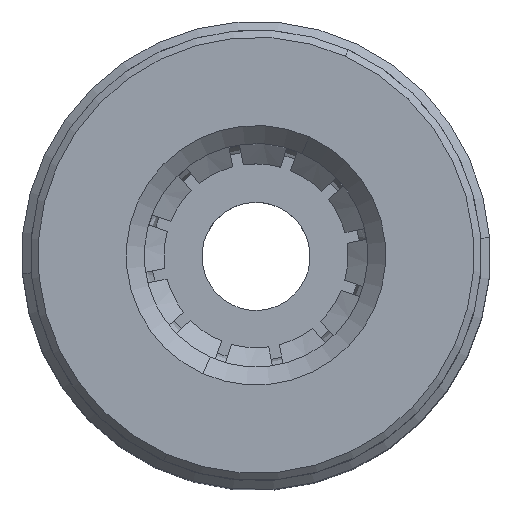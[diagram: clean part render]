
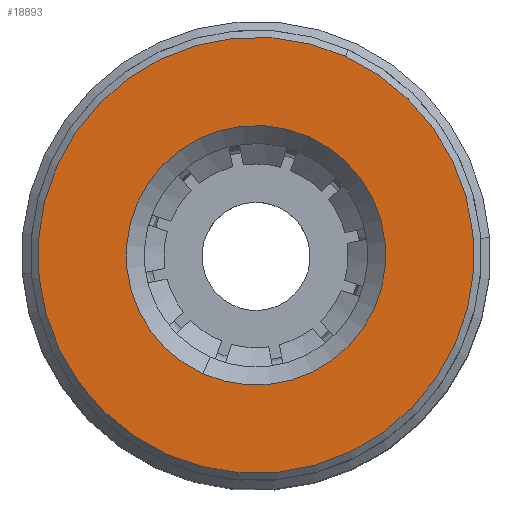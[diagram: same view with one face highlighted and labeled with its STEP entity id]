
A CAD part, top view. The second image highlights one B-rep face of the part: STEP entity #18893.
In plain terms, the highlighted planar face has unit normal (0, 0, 1).
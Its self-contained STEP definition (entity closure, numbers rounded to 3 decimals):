
#784 = DIRECTION ( 'NONE',  ( 0.41, 0.912, 0. ) ) ;
#2942 = CARTESIAN_POINT ( 'NONE',  ( 6.744, 10.082, 16.614 ) ) ;
#3096 = VERTEX_POINT ( 'NONE', #9553 ) ;
#3627 = CARTESIAN_POINT ( 'NONE',  ( 5.268, 6.799, 16.614 ) ) ;
#5873 = DIRECTION ( 'NONE',  ( -0.41, -0.912, 0. ) ) ;
#6222 = AXIS2_PLACEMENT_3D ( 'NONE', #8561, #23909, #10758 ) ;
#6335 = FACE_OUTER_BOUND ( 'NONE', #10166, .T. ) ;
#6561 = PLANE ( 'NONE',  #27364 ) ;
#8171 = CIRCLE ( 'NONE', #27312, 6.05 ) ;
#8561 = CARTESIAN_POINT ( 'NONE',  ( 5.268, 6.799, 16.614 ) ) ;
#8951 = DIRECTION ( 'NONE',  ( 0., 0., 1. ) ) ;
#8973 = EDGE_CURVE ( 'NONE', #21151, #13582, #26759, .T. ) ;
#9553 = CARTESIAN_POINT ( 'NONE',  ( 3.792, 3.515, 16.614 ) ) ;
#10166 = EDGE_LOOP ( 'NONE', ( #17524, #14350 ) ) ;
#10542 = DIRECTION ( 'NONE',  ( 0., 0., -1. ) ) ;
#10758 = DIRECTION ( 'NONE',  ( 0.41, 0.912, 0. ) ) ;
#12101 = EDGE_CURVE ( 'NONE', #13582, #21151, #8171, .T. ) ;
#12183 = FACE_BOUND ( 'NONE', #13216, .T. ) ;
#12276 = AXIS2_PLACEMENT_3D ( 'NONE', #23706, #10542, #25922 ) ;
#12995 = ORIENTED_EDGE ( 'NONE', *, *, #16899, .T. ) ;
#13216 = EDGE_LOOP ( 'NONE', ( #12995, #27866 ) ) ;
#13582 = VERTEX_POINT ( 'NONE', #14077 ) ;
#13974 = DIRECTION ( 'NONE',  ( 0., 0., 1. ) ) ;
#14077 = CARTESIAN_POINT ( 'NONE',  ( 2.787, 1.28, 16.614 ) ) ;
#14294 = VERTEX_POINT ( 'NONE', #2942 ) ;
#14350 = ORIENTED_EDGE ( 'NONE', *, *, #12101, .T. ) ;
#16398 = EDGE_CURVE ( 'NONE', #14294, #3096, #19809, .T. ) ;
#16899 = EDGE_CURVE ( 'NONE', #3096, #14294, #21971, .T. ) ;
#17524 = ORIENTED_EDGE ( 'NONE', *, *, #8973, .T. ) ;
#17786 = CARTESIAN_POINT ( 'NONE',  ( 7.748, 12.317, 16.614 ) ) ;
#18893 = ADVANCED_FACE ( 'NONE', ( #12183, #6335 ), #6561, .T. ) ;
#19044 = DIRECTION ( 'NONE',  ( 0., 0., -1. ) ) ;
#19809 = CIRCLE ( 'NONE', #26949, 3.6 ) ;
#21151 = VERTEX_POINT ( 'NONE', #17786 ) ;
#21971 = CIRCLE ( 'NONE', #12276, 3.6 ) ;
#22097 = CARTESIAN_POINT ( 'NONE',  ( 5.268, 6.799, 16.614 ) ) ;
#23706 = CARTESIAN_POINT ( 'NONE',  ( 5.268, 6.799, 16.614 ) ) ;
#23909 = DIRECTION ( 'NONE',  ( 0., 0., 1. ) ) ;
#24327 = DIRECTION ( 'NONE',  ( -0.41, -0.912, 0. ) ) ;
#25922 = DIRECTION ( 'NONE',  ( -0.41, -0.912, 0. ) ) ;
#26759 = CIRCLE ( 'NONE', #6222, 6.05 ) ;
#26949 = AXIS2_PLACEMENT_3D ( 'NONE', #3627, #19044, #5873 ) ;
#27116 = CARTESIAN_POINT ( 'NONE',  ( 5.268, 6.799, 16.614 ) ) ;
#27312 = AXIS2_PLACEMENT_3D ( 'NONE', #27116, #13974, #784 ) ;
#27364 = AXIS2_PLACEMENT_3D ( 'NONE', #22097, #8951, #24327 ) ;
#27866 = ORIENTED_EDGE ( 'NONE', *, *, #16398, .T. ) ;
